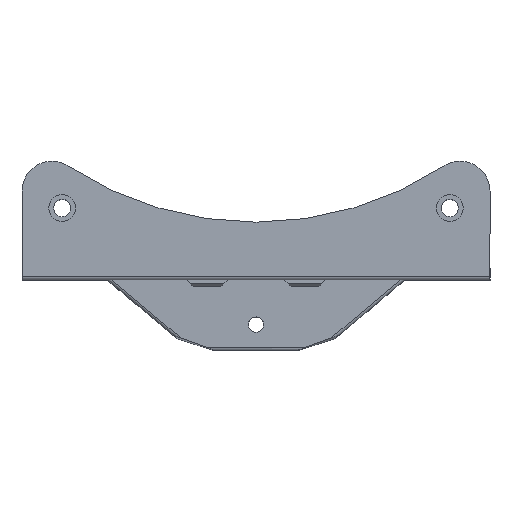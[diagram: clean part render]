
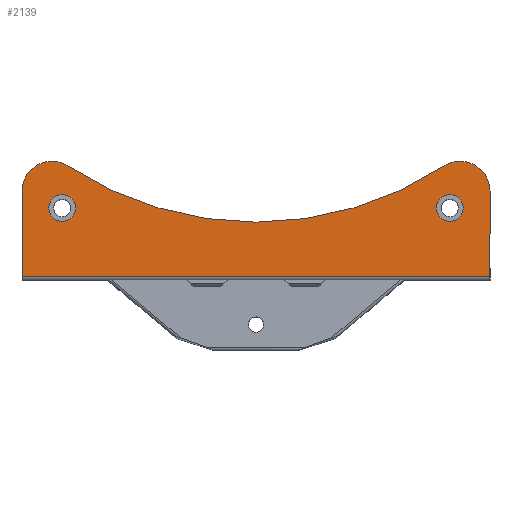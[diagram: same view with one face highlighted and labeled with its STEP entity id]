
A CAD part, top view. The second image highlights one B-rep face of the part: STEP entity #2139.
In plain terms, the highlighted planar face has unit normal (0, 0, 1).
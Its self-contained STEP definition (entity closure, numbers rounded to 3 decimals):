
#31 = VERTEX_POINT ( 'NONE', #288 ) ;
#48 = AXIS2_PLACEMENT_3D ( 'NONE', #416, #2311, #1685 ) ;
#53 = CARTESIAN_POINT ( 'NONE',  ( -63.023, -74.09, 0. ) ) ;
#59 = ORIENTED_EDGE ( 'NONE', *, *, #1258, .T. ) ;
#78 = CARTESIAN_POINT ( 'NONE',  ( -65., -88.121, 0. ) ) ;
#85 = ORIENTED_EDGE ( 'NONE', *, *, #2647, .F. ) ;
#101 = VERTEX_POINT ( 'NONE', #322 ) ;
#122 = CARTESIAN_POINT ( 'NONE',  ( -60.5, -88.121, 0. ) ) ;
#130 = EDGE_CURVE ( 'NONE', #1788, #2050, #774, .T. ) ;
#171 = VERTEX_POINT ( 'NONE', #700 ) ;
#183 = CARTESIAN_POINT ( 'NONE',  ( 69.5, -88.121, 0. ) ) ;
#193 = CARTESIAN_POINT ( 'NONE',  ( 78.5, -108.182, 0. ) ) ;
#211 = EDGE_CURVE ( 'NONE', #2398, #171, #2340, .T. ) ;
#288 = CARTESIAN_POINT ( 'NONE',  ( 63.023, -74.09, 0. ) ) ;
#311 = CARTESIAN_POINT ( 'NONE',  ( 0., 22.188, 0. ) ) ;
#316 = EDGE_LOOP ( 'NONE', ( #471, #59, #1532, #1952, #85, #1584 ) ) ;
#322 = CARTESIAN_POINT ( 'NONE',  ( -78.5, -111.182, 0. ) ) ;
#327 = AXIS2_PLACEMENT_3D ( 'NONE', #78, #1574, #1814 ) ;
#416 = CARTESIAN_POINT ( 'NONE',  ( 68.5, -82.457, 0. ) ) ;
#471 = ORIENTED_EDGE ( 'NONE', *, *, #610, .T. ) ;
#498 = AXIS2_PLACEMENT_3D ( 'NONE', #530, #724, #1767 ) ;
#529 = CARTESIAN_POINT ( 'NONE',  ( 65., -88.121, 0. ) ) ;
#530 = CARTESIAN_POINT ( 'NONE',  ( -68.5, -82.457, 0. ) ) ;
#543 = CIRCLE ( 'NONE', #1703, 4.5 ) ;
#545 = DIRECTION ( 'NONE',  ( 0., 0., 1. ) ) ;
#559 = ORIENTED_EDGE ( 'NONE', *, *, #1099, .F. ) ;
#610 = EDGE_CURVE ( 'NONE', #2050, #101, #2730, .T. ) ;
#655 = DIRECTION ( 'NONE',  ( 1., 0., 0. ) ) ;
#656 = DIRECTION ( 'NONE',  ( 0., 0., 1. ) ) ;
#666 = DIRECTION ( 'NONE',  ( 1., 0., 0. ) ) ;
#700 = CARTESIAN_POINT ( 'NONE',  ( -69.5, -88.121, 0. ) ) ;
#724 = DIRECTION ( 'NONE',  ( 0., 0., 1. ) ) ;
#737 = EDGE_CURVE ( 'NONE', #171, #2398, #2076, .T. ) ;
#756 = VERTEX_POINT ( 'NONE', #2667 ) ;
#772 = DIRECTION ( 'NONE',  ( 1., 0., 0. ) ) ;
#774 = CIRCLE ( 'NONE', #498, 10. ) ;
#804 = CARTESIAN_POINT ( 'NONE',  ( -78.5, -82.457, 0. ) ) ;
#819 = CARTESIAN_POINT ( 'NONE',  ( 65., -88.121, 0. ) ) ;
#824 = CARTESIAN_POINT ( 'NONE',  ( -78.5, -61.95, 0. ) ) ;
#850 = CARTESIAN_POINT ( 'NONE',  ( 60.5, -88.121, 0. ) ) ;
#908 = VECTOR ( 'NONE', #1247, 1000. ) ;
#1043 = DIRECTION ( 'NONE',  ( 0., 0., 1. ) ) ;
#1046 = EDGE_CURVE ( 'NONE', #756, #31, #1435, .T. ) ;
#1080 = VERTEX_POINT ( 'NONE', #850 ) ;
#1099 = EDGE_CURVE ( 'NONE', #2391, #1080, #2588, .T. ) ;
#1202 = LINE ( 'NONE', #2256, #1696 ) ;
#1242 = CARTESIAN_POINT ( 'NONE',  ( 78.5, -111.182, 0. ) ) ;
#1247 = DIRECTION ( 'NONE',  ( 0., -1., 0. ) ) ;
#1258 = EDGE_CURVE ( 'NONE', #101, #2497, #1202, .T. ) ;
#1281 = DIRECTION ( 'NONE',  ( 0., 0., 1. ) ) ;
#1300 = FACE_BOUND ( 'NONE', #2713, .T. ) ;
#1376 = AXIS2_PLACEMENT_3D ( 'NONE', #529, #2651, #2576 ) ;
#1435 = CIRCLE ( 'NONE', #48, 10. ) ;
#1532 = ORIENTED_EDGE ( 'NONE', *, *, #1607, .T. ) ;
#1574 = DIRECTION ( 'NONE',  ( 0., 0., 1. ) ) ;
#1584 = ORIENTED_EDGE ( 'NONE', *, *, #130, .T. ) ;
#1607 = EDGE_CURVE ( 'NONE', #2497, #756, #2133, .T. ) ;
#1612 = AXIS2_PLACEMENT_3D ( 'NONE', #311, #656, #666 ) ;
#1685 = DIRECTION ( 'NONE',  ( 1., 0., 0. ) ) ;
#1696 = VECTOR ( 'NONE', #772, 1000. ) ;
#1703 = AXIS2_PLACEMENT_3D ( 'NONE', #819, #1043, #2521 ) ;
#1767 = DIRECTION ( 'NONE',  ( 1., 0., 0. ) ) ;
#1788 = VERTEX_POINT ( 'NONE', #53 ) ;
#1812 = DIRECTION ( 'NONE',  ( 1., 0., 0. ) ) ;
#1814 = DIRECTION ( 'NONE',  ( 1., 0., 0. ) ) ;
#1891 = VECTOR ( 'NONE', #2507, 1000. ) ;
#1952 = ORIENTED_EDGE ( 'NONE', *, *, #1046, .T. ) ;
#2013 = ORIENTED_EDGE ( 'NONE', *, *, #737, .F. ) ;
#2019 = AXIS2_PLACEMENT_3D ( 'NONE', #2427, #545, #1812 ) ;
#2050 = VERTEX_POINT ( 'NONE', #804 ) ;
#2076 = CIRCLE ( 'NONE', #2019, 4.5 ) ;
#2083 = EDGE_CURVE ( 'NONE', #1080, #2391, #543, .T. ) ;
#2133 = LINE ( 'NONE', #193, #1891 ) ;
#2139 = ADVANCED_FACE ( 'NONE', ( #2376, #1300, #2389 ), #2361, .T. ) ;
#2256 = CARTESIAN_POINT ( 'NONE',  ( 78.5, -111.182, 0. ) ) ;
#2311 = DIRECTION ( 'NONE',  ( 0., 0., 1. ) ) ;
#2326 = EDGE_LOOP ( 'NONE', ( #2378, #2013 ) ) ;
#2340 = CIRCLE ( 'NONE', #327, 4.5 ) ;
#2361 = PLANE ( 'NONE',  #1612 ) ;
#2376 = FACE_BOUND ( 'NONE', #2326, .T. ) ;
#2378 = ORIENTED_EDGE ( 'NONE', *, *, #211, .F. ) ;
#2389 = FACE_OUTER_BOUND ( 'NONE', #316, .T. ) ;
#2391 = VERTEX_POINT ( 'NONE', #183 ) ;
#2398 = VERTEX_POINT ( 'NONE', #122 ) ;
#2427 = CARTESIAN_POINT ( 'NONE',  ( -65., -88.121, 0. ) ) ;
#2497 = VERTEX_POINT ( 'NONE', #1242 ) ;
#2507 = DIRECTION ( 'NONE',  ( 0., 1., 0. ) ) ;
#2520 = CIRCLE ( 'NONE', #2593, 115.071 ) ;
#2521 = DIRECTION ( 'NONE',  ( 1., 0., 0. ) ) ;
#2576 = DIRECTION ( 'NONE',  ( 1., 0., 0. ) ) ;
#2588 = CIRCLE ( 'NONE', #1376, 4.5 ) ;
#2593 = AXIS2_PLACEMENT_3D ( 'NONE', #2752, #1281, #655 ) ;
#2647 = EDGE_CURVE ( 'NONE', #1788, #31, #2520, .T. ) ;
#2651 = DIRECTION ( 'NONE',  ( 0., 0., 1. ) ) ;
#2667 = CARTESIAN_POINT ( 'NONE',  ( 78.5, -82.457, 0. ) ) ;
#2713 = EDGE_LOOP ( 'NONE', ( #559, #2723 ) ) ;
#2723 = ORIENTED_EDGE ( 'NONE', *, *, #2083, .F. ) ;
#2730 = LINE ( 'NONE', #824, #908 ) ;
#2752 = CARTESIAN_POINT ( 'NONE',  ( 0., 22.188, 0. ) ) ;
